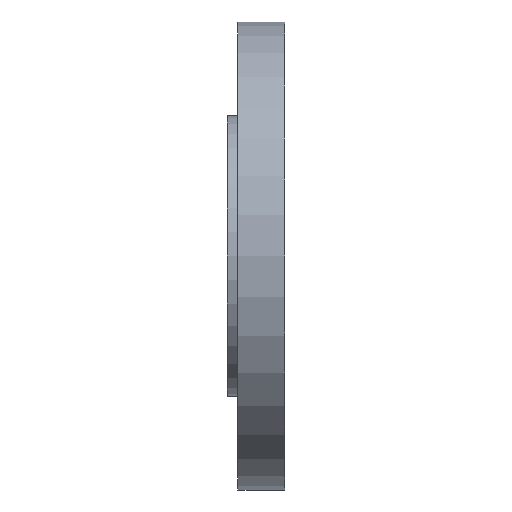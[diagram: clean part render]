
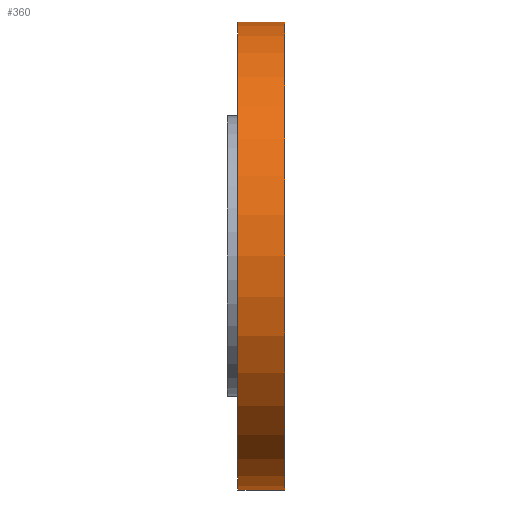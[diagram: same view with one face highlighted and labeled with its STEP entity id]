
A CAD part, left-side view. The second image highlights one B-rep face of the part: STEP entity #360.
In plain terms, the highlighted cylindrical face has radius 100 mm (diameter 200 mm), a partial arc.
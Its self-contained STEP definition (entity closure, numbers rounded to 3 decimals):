
#14 = DIRECTION ( 'NONE',  ( 0., 0., 1. ) ) ;
#36 = FACE_OUTER_BOUND ( 'NONE', #355, .T. ) ;
#54 = ORIENTED_EDGE ( 'NONE', *, *, #634, .T. ) ;
#95 = ORIENTED_EDGE ( 'NONE', *, *, #548, .T. ) ;
#97 = CARTESIAN_POINT ( 'NONE',  ( 0., 0., 100. ) ) ;
#121 = AXIS2_PLACEMENT_3D ( 'NONE', #825, #389, #679 ) ;
#143 = DIRECTION ( 'NONE',  ( 0., 1., 0. ) ) ;
#195 = VECTOR ( 'NONE', #217, 1000. ) ;
#217 = DIRECTION ( 'NONE',  ( 0., -1., 0. ) ) ;
#278 = CARTESIAN_POINT ( 'NONE',  ( 0., 20., 100. ) ) ;
#315 = CARTESIAN_POINT ( 'NONE',  ( 0., 0., 0. ) ) ;
#329 = VERTEX_POINT ( 'NONE', #885 ) ;
#342 = CARTESIAN_POINT ( 'NONE',  ( 0., 20., 0. ) ) ;
#350 = VECTOR ( 'NONE', #897, 1000. ) ;
#355 = EDGE_LOOP ( 'NONE', ( #456, #663, #95, #54 ) ) ;
#360 = ADVANCED_FACE ( 'NONE', ( #36 ), #609, .T. ) ;
#389 = DIRECTION ( 'NONE',  ( 0., -1., 0. ) ) ;
#412 = AXIS2_PLACEMENT_3D ( 'NONE', #342, #143, #14 ) ;
#456 = ORIENTED_EDGE ( 'NONE', *, *, #689, .F. ) ;
#543 = VERTEX_POINT ( 'NONE', #640 ) ;
#548 = EDGE_CURVE ( 'NONE', #329, #543, #649, .T. ) ;
#579 = EDGE_CURVE ( 'NONE', #329, #846, #726, .T. ) ;
#593 = DIRECTION ( 'NONE',  ( 0., 1., 0. ) ) ;
#609 = CYLINDRICAL_SURFACE ( 'NONE', #121, 100. ) ;
#634 = EDGE_CURVE ( 'NONE', #543, #681, #752, .T. ) ;
#640 = CARTESIAN_POINT ( 'NONE',  ( 0., 0., -100. ) ) ;
#649 = LINE ( 'NONE', #877, #195 ) ;
#663 = ORIENTED_EDGE ( 'NONE', *, *, #579, .F. ) ;
#679 = DIRECTION ( 'NONE',  ( 0., 0., -1. ) ) ;
#681 = VERTEX_POINT ( 'NONE', #97 ) ;
#689 = EDGE_CURVE ( 'NONE', #846, #681, #749, .T. ) ;
#726 = CIRCLE ( 'NONE', #412, 100. ) ;
#749 = LINE ( 'NONE', #891, #350 ) ;
#752 = CIRCLE ( 'NONE', #840, 100. ) ;
#808 = DIRECTION ( 'NONE',  ( 0., 0., 1. ) ) ;
#825 = CARTESIAN_POINT ( 'NONE',  ( 0., 20., 0. ) ) ;
#840 = AXIS2_PLACEMENT_3D ( 'NONE', #315, #593, #808 ) ;
#846 = VERTEX_POINT ( 'NONE', #278 ) ;
#877 = CARTESIAN_POINT ( 'NONE',  ( 0., 20., -100. ) ) ;
#885 = CARTESIAN_POINT ( 'NONE',  ( 0., 20., -100. ) ) ;
#891 = CARTESIAN_POINT ( 'NONE',  ( 0., 20., 100. ) ) ;
#897 = DIRECTION ( 'NONE',  ( 0., -1., 0. ) ) ;
